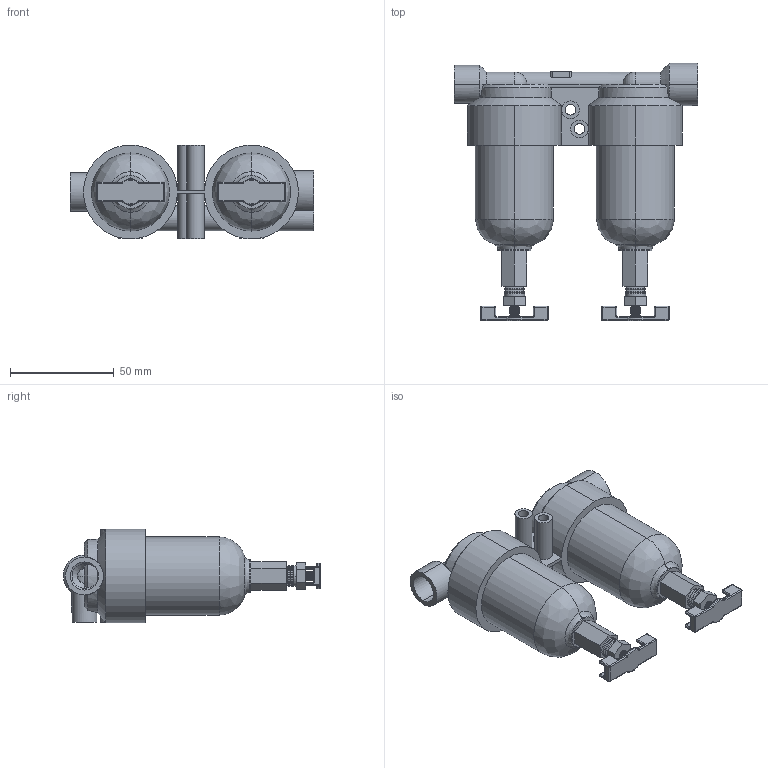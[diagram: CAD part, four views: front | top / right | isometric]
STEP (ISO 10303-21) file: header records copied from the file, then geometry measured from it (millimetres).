
FILE_DESCRIPTION (( 'STEP AP203' ), '1' );
FILE_NAME ('S90L006-0.STEP', '2015-10-20T13:42:51', ( '' ), ( '' ), 'SwSTEP 2.0', 'SolidWorks 2015', '' );
FILE_SCHEMA (( 'CONFIG_CONTROL_DESIGN' ));
Length unit declared in the file: inch
Products named in the file (1): S90L006-0
Bounding box: 117.23 x 123.65 x 45.16 mm (x, y, z)
Volume: 210059.3 mm3; surface area: 39030.3 mm2
Topology: 1 solids, 1 shells, 580 faces, 1357 edges, 758 vertices
Faces by surface type: cylinder 247, plane 117, cone 102, bspline 70, sphere 44
Entity records: 17675 total; most frequent: CARTESIAN_POINT 4944, DIRECTION 2745, ORIENTED_EDGE 2630, EDGE_CURVE 1315, AXIS2_PLACEMENT_3D 1073, VERTEX_POINT 758, EDGE_LOOP 607, LINE 599
